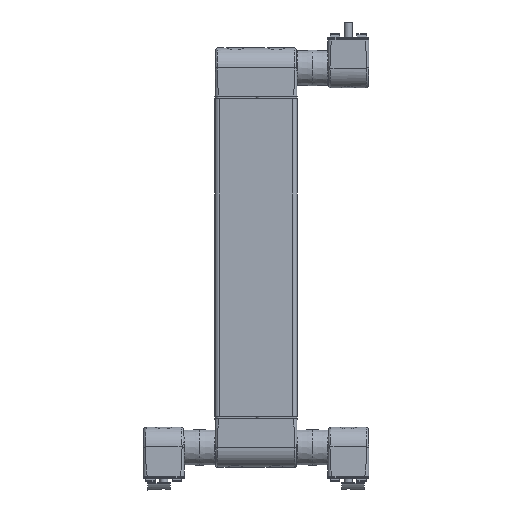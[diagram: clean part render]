
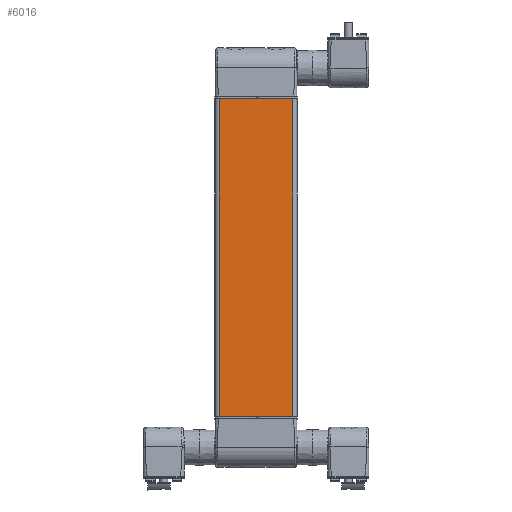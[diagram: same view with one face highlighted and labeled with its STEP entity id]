
A CAD part, front view. The second image highlights one B-rep face of the part: STEP entity #6016.
In plain terms, the highlighted planar face has unit normal (0, -1, 0).
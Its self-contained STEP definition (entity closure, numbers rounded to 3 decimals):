
#6016=ADVANCED_FACE('',(#7855),#7856,.F.);
#7855=FACE_OUTER_BOUND('',#10074,.T.);
#7856=PLANE('',#10075);
#10074=EDGE_LOOP('',(#16415,#16416,#16417,#16418));
#10075=AXIS2_PLACEMENT_3D('',#16419,#16420,#16421);
#16415=ORIENTED_EDGE('',*,*,#21001,.F.);
#16416=ORIENTED_EDGE('',*,*,#21289,.F.);
#16417=ORIENTED_EDGE('',*,*,#21125,.F.);
#16418=ORIENTED_EDGE('',*,*,#21290,.T.);
#16419=CARTESIAN_POINT('',(0.006,-20.,3215.));
#16420=DIRECTION('',(0.,1.0,0.));
#16421=DIRECTION('',(-1.0,0.,0.));
#21001=EDGE_CURVE('',#24852,#24854,#24855,.T.);
#21125=EDGE_CURVE('',#25100,#25102,#25103,.T.);
#21289=EDGE_CURVE('',#25102,#24852,#25322,.T.);
#21290=EDGE_CURVE('',#25100,#24854,#25323,.T.);
#24852=VERTEX_POINT('',#33310);
#24854=VERTEX_POINT('',#33312);
#24855=LINE('',#33313,#33314);
#25100=VERTEX_POINT('',#33660);
#25102=VERTEX_POINT('',#33662);
#25103=LINE('',#33663,#33664);
#25322=LINE('',#34014,#34015);
#25323=LINE('',#34016,#34017);
#33310=CARTESIAN_POINT('',(36.006,-20.,60.));
#33312=CARTESIAN_POINT('',(-35.994,-20.,60.));
#33313=CARTESIAN_POINT('',(0.006,-20.,60.));
#33314=VECTOR('',#40101,1.0);
#33660=CARTESIAN_POINT('',(-35.994,-20.,370.));
#33662=CARTESIAN_POINT('',(36.006,-20.,370.));
#33663=CARTESIAN_POINT('',(0.006,-20.,370.));
#33664=VECTOR('',#40269,1.0);
#34014=CARTESIAN_POINT('',(36.006,-20.,3215.));
#34015=VECTOR('',#40497,1.0);
#34016=CARTESIAN_POINT('',(-35.994,-20.,3215.0));
#34017=VECTOR('',#40498,1.0);
#40101=DIRECTION('',(-1.0,0.,0.));
#40269=DIRECTION('',(1.0,0.,0.));
#40497=DIRECTION('',(0.,0.,-1.0));
#40498=DIRECTION('',(0.,0.,-1.0));
